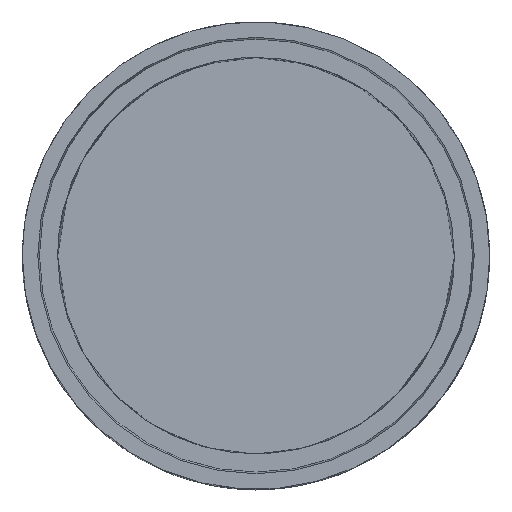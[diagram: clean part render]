
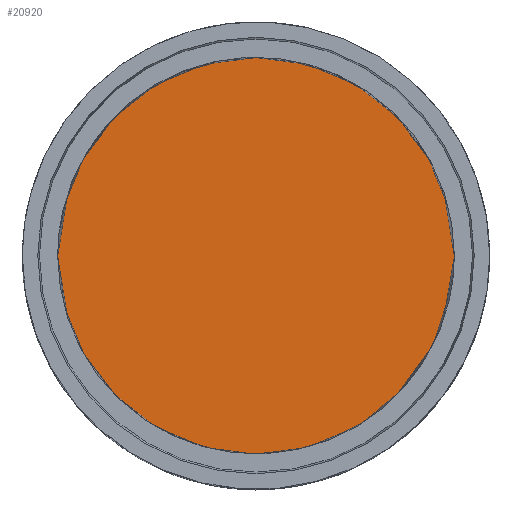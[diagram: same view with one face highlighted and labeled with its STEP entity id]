
A CAD part, top view. The second image highlights one B-rep face of the part: STEP entity #20920.
In plain terms, the highlighted planar face has unit normal (0, 0, 1).
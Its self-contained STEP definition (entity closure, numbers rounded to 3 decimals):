
#23 = DIRECTION ( 'NONE',  ( 0., 0., 1. ) ) ;
#1503 = VERTEX_POINT ( 'NONE', #15567 ) ;
#1530 = DIRECTION ( 'NONE',  ( 0., 0., 1. ) ) ;
#2714 = ORIENTED_EDGE ( 'NONE', *, *, #9730, .T. ) ;
#3221 = FACE_OUTER_BOUND ( 'NONE', #9652, .T. ) ;
#3357 = VERTEX_POINT ( 'NONE', #3367 ) ;
#3367 = CARTESIAN_POINT ( 'NONE',  ( -600., 0., 0. ) ) ;
#4050 = EDGE_CURVE ( 'NONE', #1503, #3357, #14590, .T. ) ;
#4082 = AXIS2_PLACEMENT_3D ( 'NONE', #5279, #1530, #9903 ) ;
#5108 = AXIS2_PLACEMENT_3D ( 'NONE', #10010, #9900, #11771 ) ;
#5279 = CARTESIAN_POINT ( 'NONE',  ( 0., 0., 0. ) ) ;
#6519 = AXIS2_PLACEMENT_3D ( 'NONE', #9940, #23, #18332 ) ;
#7793 = ORIENTED_EDGE ( 'NONE', *, *, #4050, .T. ) ;
#8998 = CIRCLE ( 'NONE', #5108, 600. ) ;
#9652 = EDGE_LOOP ( 'NONE', ( #7793, #2714 ) ) ;
#9730 = EDGE_CURVE ( 'NONE', #3357, #1503, #8998, .T. ) ;
#9900 = DIRECTION ( 'NONE',  ( 0., 0., 1. ) ) ;
#9903 = DIRECTION ( 'NONE',  ( 1., 0., 0. ) ) ;
#9940 = CARTESIAN_POINT ( 'NONE',  ( 0., 0., 0. ) ) ;
#10010 = CARTESIAN_POINT ( 'NONE',  ( 0., 0., 0. ) ) ;
#11771 = DIRECTION ( 'NONE',  ( 1., 0., 0. ) ) ;
#13246 = PLANE ( 'NONE',  #6519 ) ;
#14590 = CIRCLE ( 'NONE', #4082, 600. ) ;
#15567 = CARTESIAN_POINT ( 'NONE',  ( 600., 0., 0. ) ) ;
#18332 = DIRECTION ( 'NONE',  ( 1., 0., 0. ) ) ;
#20920 = ADVANCED_FACE ( 'NONE', ( #3221 ), #13246, .T. ) ;
